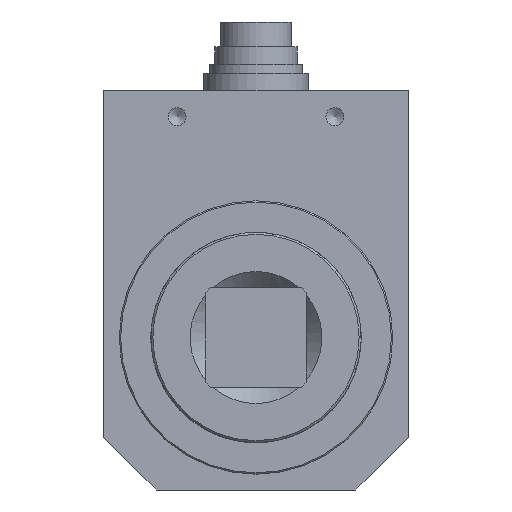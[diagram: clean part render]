
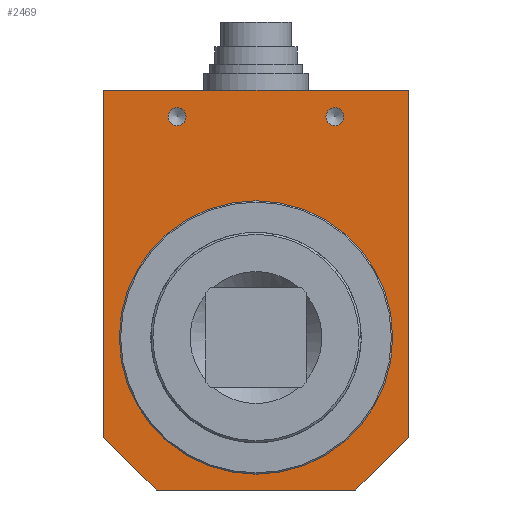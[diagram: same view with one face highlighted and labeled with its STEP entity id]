
A CAD part, left-side view. The second image highlights one B-rep face of the part: STEP entity #2469.
In plain terms, the highlighted planar face has unit normal (-1, 0, 0).
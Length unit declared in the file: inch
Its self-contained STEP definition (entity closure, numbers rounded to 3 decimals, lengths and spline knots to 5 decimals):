
#1496=CARTESIAN_POINT('',(-0.865,-0.19882,1.72264));
#1497=VERTEX_POINT('',#1496);
#1498=CARTESIAN_POINT('',(-0.865,-0.19882,1.65528));
#1499=DIRECTION('',(1.0,0.0,0.0));
#1500=DIRECTION('',(0.0,0.0,-1.0));
#1501=AXIS2_PLACEMENT_3D('',#1498,#1499,#1500);
#1502=CIRCLE('',#1501,0.06736);
#1503=EDGE_CURVE('',#1497,#1497,#1502,.T.);
#1644=CARTESIAN_POINT('',(-0.865,0.98228,1.72264));
#1645=VERTEX_POINT('',#1644);
#1646=CARTESIAN_POINT('',(-0.865,0.98228,1.65528));
#1647=DIRECTION('',(1.0,0.0,0.0));
#1648=DIRECTION('',(0.0,0.0,-1.0));
#1649=AXIS2_PLACEMENT_3D('',#1646,#1647,#1648);
#1650=CIRCLE('',#1649,0.06736);
#1651=EDGE_CURVE('',#1645,#1645,#1650,.T.);
#1773=CARTESIAN_POINT('',(-0.865,0.39173,1.02535));
#1774=VERTEX_POINT('',#1773);
#1775=CARTESIAN_POINT('',(-0.865,0.39173,0.00173));
#1776=DIRECTION('',(1.0,0.0,0.0));
#1777=DIRECTION('',(0.0,0.0,-1.0));
#1778=AXIS2_PLACEMENT_3D('',#1775,#1776,#1777);
#1779=CIRCLE('',#1778,1.02362);
#1780=EDGE_CURVE('',#1774,#1774,#1779,.T.);
#2348=CARTESIAN_POINT('',(-0.865,1.13976,-1.14));
#2349=VERTEX_POINT('',#2348);
#2357=CARTESIAN_POINT('',(-0.865,-0.3563,-1.14));
#2358=VERTEX_POINT('',#2357);
#2365=CARTESIAN_POINT('',(-0.865,1.13976,-1.14));
#2366=DIRECTION('',(0.0,-1.0,0.0));
#2367=VECTOR('',#2366,1.49606);
#2368=LINE('',#2365,#2367);
#2369=EDGE_CURVE('',#2349,#2358,#2368,.T.);
#2379=CARTESIAN_POINT('',(-0.865,-0.75,-0.7463));
#2380=VERTEX_POINT('',#2379);
#2388=CARTESIAN_POINT('',(-0.865,-0.75,1.85213));
#2389=VERTEX_POINT('',#2388);
#2396=CARTESIAN_POINT('',(-0.865,-0.75,-0.7463));
#2397=DIRECTION('',(0.0,0.0,1.0));
#2398=VECTOR('',#2397,2.59843);
#2399=LINE('',#2396,#2398);
#2400=EDGE_CURVE('',#2380,#2389,#2399,.T.);
#2418=CARTESIAN_POINT('',(-0.865,-0.75,-0.7463));
#2419=DIRECTION('',(0.0,0.707,-0.707));
#2420=VECTOR('',#2419,0.55678);
#2421=LINE('',#2418,#2420);
#2422=EDGE_CURVE('',#2380,#2358,#2421,.T.);
#2428=CARTESIAN_POINT('',(-0.865,0.39173,0.11984));
#2429=DIRECTION('',(1.0,0.0,0.0));
#2430=DIRECTION('',(0.0,0.0,-1.0));
#2431=AXIS2_PLACEMENT_3D('',#2428,#2429,#2430);
#2432=PLANE('',#2431);
#2433=CARTESIAN_POINT('',(-0.865,1.53346,-0.7463));
#2434=VERTEX_POINT('',#2433);
#2435=CARTESIAN_POINT('',(-0.865,1.13976,-1.14));
#2436=DIRECTION('',(0.0,0.707,0.707));
#2437=VECTOR('',#2436,0.55678);
#2438=LINE('',#2435,#2437);
#2439=EDGE_CURVE('',#2349,#2434,#2438,.T.);
#2440=ORIENTED_EDGE('',*,*,#2439,.F.);
#2441=ORIENTED_EDGE('',*,*,#2369,.T.);
#2442=ORIENTED_EDGE('',*,*,#2422,.F.);
#2443=ORIENTED_EDGE('',*,*,#2400,.T.);
#2444=CARTESIAN_POINT('',(-0.865,1.53346,1.85213));
#2445=VERTEX_POINT('',#2444);
#2446=CARTESIAN_POINT('',(-0.865,1.53346,1.85213));
#2447=DIRECTION('',(0.0,-1.0,0.0));
#2448=VECTOR('',#2447,2.28346);
#2449=LINE('',#2446,#2448);
#2450=EDGE_CURVE('',#2445,#2389,#2449,.T.);
#2451=ORIENTED_EDGE('',*,*,#2450,.F.);
#2452=CARTESIAN_POINT('',(-0.865,1.53346,1.85213));
#2453=DIRECTION('',(0.0,0.0,-1.0));
#2454=VECTOR('',#2453,2.59843);
#2455=LINE('',#2452,#2454);
#2456=EDGE_CURVE('',#2445,#2434,#2455,.T.);
#2457=ORIENTED_EDGE('',*,*,#2456,.T.);
#2458=EDGE_LOOP('',(#2440,#2441,#2442,#2443,#2451,#2457));
#2459=FACE_OUTER_BOUND('',#2458,.T.);
#2460=ORIENTED_EDGE('',*,*,#1651,.T.);
#2461=EDGE_LOOP('',(#2460));
#2462=FACE_BOUND('',#2461,.T.);
#2463=ORIENTED_EDGE('',*,*,#1503,.T.);
#2464=EDGE_LOOP('',(#2463));
#2465=FACE_BOUND('',#2464,.T.);
#2466=ORIENTED_EDGE('',*,*,#1780,.T.);
#2467=EDGE_LOOP('',(#2466));
#2468=FACE_BOUND('',#2467,.T.);
#2469=ADVANCED_FACE('',(#2459,#2462,#2465,#2468),#2432,.F.);
